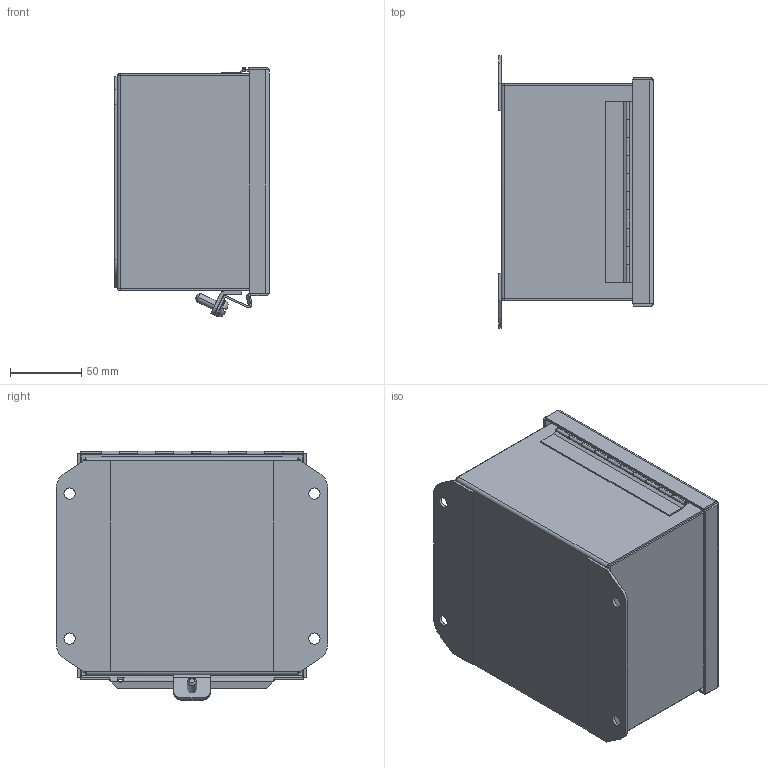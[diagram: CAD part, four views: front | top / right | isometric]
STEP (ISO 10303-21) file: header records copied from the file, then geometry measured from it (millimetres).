
FILE_DESCRIPTION (( 'STEP AP214' ), '1' );
FILE_NAME ('HJ664HLP.STEP', '2019-09-05T14:09:44', ( '' ), ( '' ), 'SwSTEP 2.0', 'SolidWorks 2018', '' );
FILE_SCHEMA (( 'AUTOMOTIVE_DESIGN' ));
Length unit declared in the file: inch
Products named in the file (1): HJ664HLP
Bounding box: 108.43 x 190.5 x 175.05 mm (x, y, z)
Volume: 252740.5 mm3; surface area: 316135.1 mm2
Topology: 16 solids, 17 shells, 566 faces, 1398 edges, 863 vertices
Faces by surface type: plane 305, cylinder 163, bspline 48, cone 46, torus 4
Entity records: 27103 total; most frequent: CARTESIAN_POINT 6406, ORIENTED_EDGE 2768, DIRECTION 2614, EDGE_CURVE 1384, VECTOR 924, LINE 924, VERTEX_POINT 863, AXIS2_PLACEMENT_3D 845
